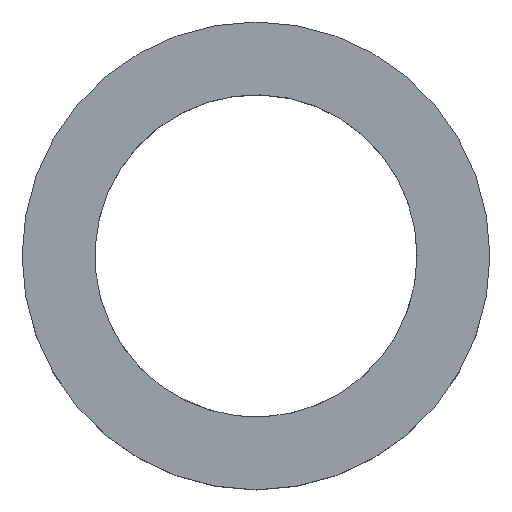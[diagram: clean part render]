
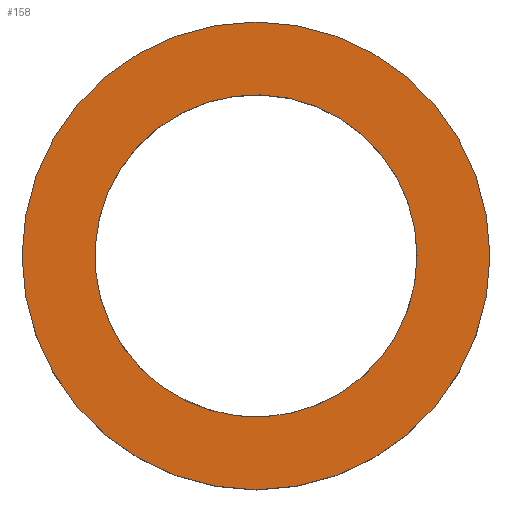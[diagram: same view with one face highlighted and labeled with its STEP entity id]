
A CAD part, top view. The second image highlights one B-rep face of the part: STEP entity #158.
In plain terms, the highlighted planar face has unit normal (0, 0, 1).
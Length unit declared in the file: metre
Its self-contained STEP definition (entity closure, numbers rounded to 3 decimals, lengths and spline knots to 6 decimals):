
#13=PLANE('',#191);
#41=ORIENTED_EDGE('',*,*,#69,.F.);
#42=ORIENTED_EDGE('',*,*,#80,.T.);
#69=EDGE_CURVE('',#90,#90,#105,.T.);
#80=EDGE_CURVE('',#100,#100,#114,.T.);
#90=VERTEX_POINT('',#264);
#100=VERTEX_POINT('',#287);
#105=CIRCLE('',#179,0.00251);
#114=CIRCLE('',#190,0.003645);
#126=EDGE_LOOP('',(#41));
#127=EDGE_LOOP('',(#42));
#140=FACE_BOUND('',#126,.T.);
#141=FACE_BOUND('',#127,.T.);
#158=ADVANCED_FACE('',(#140,#141),#13,.T.);
#179=AXIS2_PLACEMENT_3D('',#263,#207,#208);
#190=AXIS2_PLACEMENT_3D('',#286,#231,#232);
#191=AXIS2_PLACEMENT_3D('',#288,#233,#234);
#207=DIRECTION('',(0.,0.,1.));
#208=DIRECTION('',(1.,0.,0.));
#231=DIRECTION('',(0.,0.,1.));
#232=DIRECTION('',(1.,0.,0.));
#233=DIRECTION('',(0.,0.,1.));
#234=DIRECTION('',(1.,0.,0.));
#263=CARTESIAN_POINT('',(0.209311,-0.008556,0.0046));
#264=CARTESIAN_POINT('',(0.211821,-0.008556,0.0046));
#286=CARTESIAN_POINT('',(0.209311,-0.008556,0.0046));
#287=CARTESIAN_POINT('',(0.212956,-0.008556,0.0046));
#288=CARTESIAN_POINT('',(0.209311,-0.008556,0.0046));
